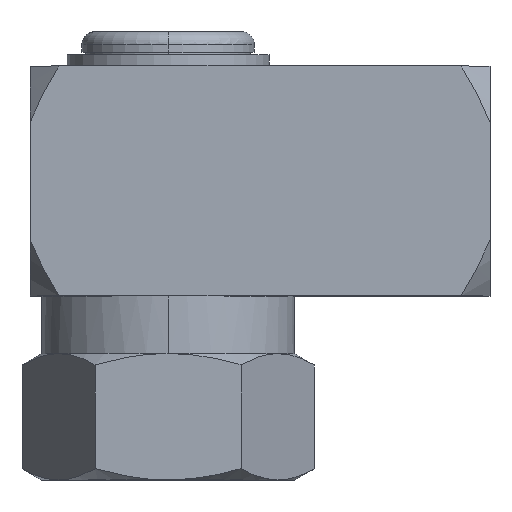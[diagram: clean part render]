
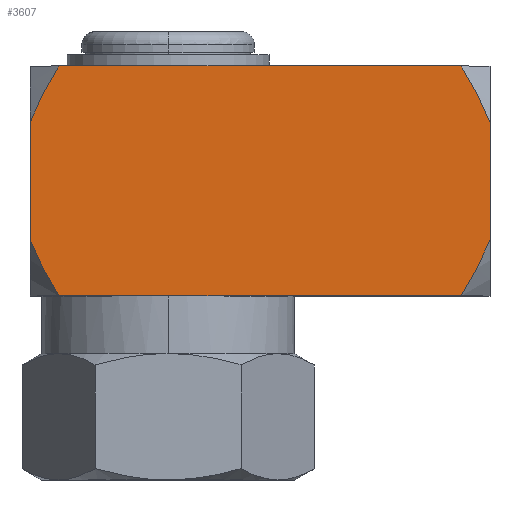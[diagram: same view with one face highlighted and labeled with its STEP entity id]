
A CAD part, top view. The second image highlights one B-rep face of the part: STEP entity #3607.
In plain terms, the highlighted planar face has unit normal (0, 0, 1).
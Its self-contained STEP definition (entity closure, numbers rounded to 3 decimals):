
#2411=CARTESIAN_POINT('Vertex',(-12.,-5.099,12.5)) ;
#2414=CARTESIAN_POINT('Line Origine',(-12.,0.,12.5)) ;
#2418=CARTESIAN_POINT('Vertex',(-12.,5.099,12.5)) ;
#3529=CARTESIAN_POINT('Axis2P3D Location',(0.,0.,12.5)) ;
#3534=CARTESIAN_POINT('Line Origine',(8.,-10.,12.5)) ;
#3538=CARTESIAN_POINT('Vertex',(-9.492,-10.,12.5)) ;
#3540=CARTESIAN_POINT('Vertex',(25.492,-10.,12.5)) ;
#3544=CARTESIAN_POINT('Control Point',(25.492,-10.,12.5)) ;
#3545=CARTESIAN_POINT('Control Point',(25.977,-9.223,12.5)) ;
#3546=CARTESIAN_POINT('Control Point',(26.438,-8.432,12.5)) ;
#3547=CARTESIAN_POINT('Control Point',(27.285,-6.805,12.5)) ;
#3548=CARTESIAN_POINT('Control Point',(27.671,-5.969,12.5)) ;
#3549=CARTESIAN_POINT('Control Point',(28.,-5.099,12.5)) ;
#3550=CARTESIAN_POINT('Vertex',(28.,-5.099,12.5)) ;
#3553=CARTESIAN_POINT('Line Origine',(28.,0.,12.5)) ;
#3557=CARTESIAN_POINT('Vertex',(28.,5.099,12.5)) ;
#3561=CARTESIAN_POINT('Control Point',(28.,5.099,12.5)) ;
#3562=CARTESIAN_POINT('Control Point',(27.836,5.532,12.5)) ;
#3563=CARTESIAN_POINT('Control Point',(27.656,5.961,12.5)) ;
#3564=CARTESIAN_POINT('Control Point',(27.274,6.802,12.5)) ;
#3565=CARTESIAN_POINT('Control Point',(27.072,7.214,12.5)) ;
#3566=CARTESIAN_POINT('Control Point',(26.436,8.435,12.5)) ;
#3567=CARTESIAN_POINT('Control Point',(25.976,9.225,12.5)) ;
#3568=CARTESIAN_POINT('Control Point',(25.492,10.,12.5)) ;
#3569=CARTESIAN_POINT('Vertex',(25.492,10.,12.5)) ;
#3572=CARTESIAN_POINT('Line Origine',(8.,10.,12.5)) ;
#3576=CARTESIAN_POINT('Vertex',(-9.492,10.,12.5)) ;
#3580=CARTESIAN_POINT('Control Point',(-9.492,10.,12.5)) ;
#3581=CARTESIAN_POINT('Control Point',(-9.977,9.223,12.5)) ;
#3582=CARTESIAN_POINT('Control Point',(-10.438,8.432,12.5)) ;
#3583=CARTESIAN_POINT('Control Point',(-11.285,6.805,12.5)) ;
#3584=CARTESIAN_POINT('Control Point',(-11.671,5.969,12.5)) ;
#3585=CARTESIAN_POINT('Control Point',(-12.,5.099,12.5)) ;
#3588=CARTESIAN_POINT('Control Point',(-12.,-5.099,12.5)) ;
#3589=CARTESIAN_POINT('Control Point',(-11.836,-5.532,12.5)) ;
#3590=CARTESIAN_POINT('Control Point',(-11.656,-5.961,12.5)) ;
#3591=CARTESIAN_POINT('Control Point',(-11.274,-6.802,12.5)) ;
#3592=CARTESIAN_POINT('Control Point',(-11.072,-7.214,12.5)) ;
#3593=CARTESIAN_POINT('Control Point',(-10.436,-8.435,12.5)) ;
#3594=CARTESIAN_POINT('Control Point',(-9.976,-9.225,12.5)) ;
#3595=CARTESIAN_POINT('Control Point',(-9.492,-10.,12.5)) ;
#2415=DIRECTION('Vector Direction',(0.,-1.,0.)) ;
#3530=DIRECTION('Axis2P3D Direction',(-0.,0.,1.)) ;
#3531=DIRECTION('Axis2P3D XDirection',(1.,0.,0.)) ;
#3535=DIRECTION('Vector Direction',(1.,0.,0.)) ;
#3554=DIRECTION('Vector Direction',(0.,1.,0.)) ;
#3573=DIRECTION('Vector Direction',(-1.,0.,0.)) ;
#3532=AXIS2_PLACEMENT_3D('Plane Axis2P3D',#3529,#3530,#3531) ;
#3598=ORIENTED_EDGE('',*,*,#3542,.T.) ;
#3599=ORIENTED_EDGE('',*,*,#3552,.T.) ;
#3600=ORIENTED_EDGE('',*,*,#3559,.T.) ;
#3601=ORIENTED_EDGE('',*,*,#3571,.T.) ;
#3602=ORIENTED_EDGE('',*,*,#3578,.T.) ;
#3603=ORIENTED_EDGE('',*,*,#3586,.T.) ;
#3604=ORIENTED_EDGE('',*,*,#2420,.T.) ;
#3605=ORIENTED_EDGE('',*,*,#3596,.T.) ;
#2416=VECTOR('Line Direction',#2415,1.) ;
#3536=VECTOR('Line Direction',#3535,1.) ;
#3555=VECTOR('Line Direction',#3554,1.) ;
#3574=VECTOR('Line Direction',#3573,1.) ;
#3607=ADVANCED_FACE('_305_outlet.1\\Geometry.1',(#3606),#3533,.T.) ;
#2420=EDGE_CURVE('',#2419,#2412,#2417,.T.) ;
#3542=EDGE_CURVE('',#3539,#3541,#3537,.T.) ;
#3552=EDGE_CURVE('',#3541,#3551,#3543,.T.) ;
#3559=EDGE_CURVE('',#3551,#3558,#3556,.T.) ;
#3571=EDGE_CURVE('',#3558,#3570,#3560,.T.) ;
#3578=EDGE_CURVE('',#3570,#3577,#3575,.T.) ;
#3586=EDGE_CURVE('',#3577,#2419,#3579,.T.) ;
#3596=EDGE_CURVE('',#2412,#3539,#3587,.T.) ;
#3597=EDGE_LOOP('',(#3598,#3599,#3600,#3601,#3602,#3603,#3604,#3605)) ;
#3606=FACE_OUTER_BOUND('',#3597,.T.) ;
#2417=LINE('Line',#2414,#2416) ;
#3537=LINE('Line',#3534,#3536) ;
#3556=LINE('Line',#3553,#3555) ;
#3575=LINE('Line',#3572,#3574) ;
#3533=PLANE('',#3532) ;
#2412=VERTEX_POINT('',#2411) ;
#2419=VERTEX_POINT('',#2418) ;
#3539=VERTEX_POINT('',#3538) ;
#3541=VERTEX_POINT('',#3540) ;
#3551=VERTEX_POINT('',#3550) ;
#3558=VERTEX_POINT('',#3557) ;
#3570=VERTEX_POINT('',#3569) ;
#3577=VERTEX_POINT('',#3576) ;
#3543=(BOUNDED_CURVE()B_SPLINE_CURVE(3,(#3544,#3545,#3546,#3547,#3548,#3549),.UNSPECIFIED.,.F.,.U.)B_SPLINE_CURVE_WITH_KNOTS((4,2,4),(0.,2.758,5.517),.UNSPECIFIED.)CURVE()GEOMETRIC_REPRESENTATION_ITEM()RATIONAL_B_SPLINE_CURVE((1.,1.,1.,1.,1.,1.))REPRESENTATION_ITEM('')) ;
#3560=(BOUNDED_CURVE()B_SPLINE_CURVE(3,(#3561,#3562,#3563,#3564,#3565,#3566,#3567,#3568),.UNSPECIFIED.,.F.,.U.)B_SPLINE_CURVE_WITH_KNOTS((4,2,2,4),(0.,1.379,2.758,5.515),.UNSPECIFIED.)CURVE()GEOMETRIC_REPRESENTATION_ITEM()RATIONAL_B_SPLINE_CURVE((1.,1.,1.,1.,1.,1.,1.,1.))REPRESENTATION_ITEM('')) ;
#3579=(BOUNDED_CURVE()B_SPLINE_CURVE(3,(#3580,#3581,#3582,#3583,#3584,#3585),.UNSPECIFIED.,.F.,.U.)B_SPLINE_CURVE_WITH_KNOTS((4,2,4),(0.,2.758,5.517),.UNSPECIFIED.)CURVE()GEOMETRIC_REPRESENTATION_ITEM()RATIONAL_B_SPLINE_CURVE((1.,1.,1.,1.,1.,1.))REPRESENTATION_ITEM('')) ;
#3587=(BOUNDED_CURVE()B_SPLINE_CURVE(3,(#3588,#3589,#3590,#3591,#3592,#3593,#3594,#3595),.UNSPECIFIED.,.F.,.U.)B_SPLINE_CURVE_WITH_KNOTS((4,2,2,4),(0.,1.379,2.758,5.515),.UNSPECIFIED.)CURVE()GEOMETRIC_REPRESENTATION_ITEM()RATIONAL_B_SPLINE_CURVE((1.,1.,1.,1.,1.,1.,1.,1.))REPRESENTATION_ITEM('')) ;
